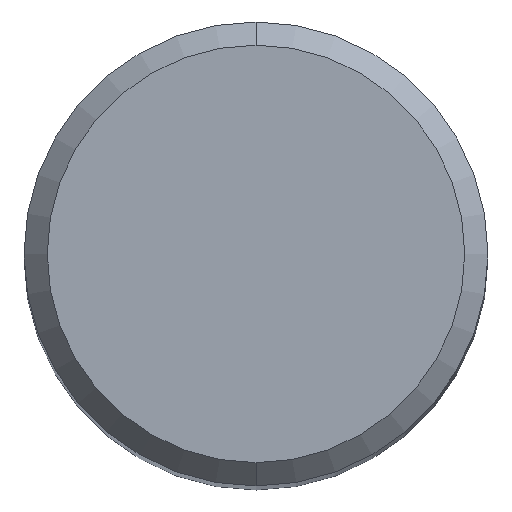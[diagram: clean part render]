
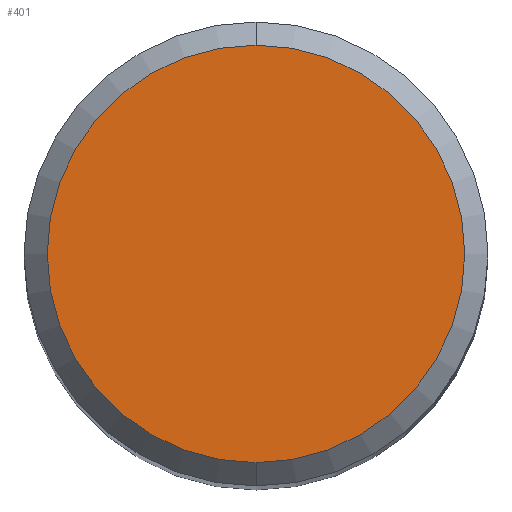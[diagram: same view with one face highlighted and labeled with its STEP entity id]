
A CAD part, top view. The second image highlights one B-rep face of the part: STEP entity #401.
In plain terms, the highlighted planar face has unit normal (0, 0, 1).
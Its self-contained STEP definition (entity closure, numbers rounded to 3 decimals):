
#321=EDGE_CURVE('',#503,#707,#893,.T.);
#401=ADVANCED_FACE('',(#980),#981,.T.);
#503=VERTEX_POINT('',#1091);
#605=EDGE_CURVE('',#707,#503,#1206,.T.);
#707=VERTEX_POINT('',#1316);
#893=CIRCLE('',#1541,3.6);
#980=FACE_OUTER_BOUND('',#1778,.T.);
#981=PLANE('',#1779);
#1091=CARTESIAN_POINT('',(0.,-3.6,0.0));
#1206=CIRCLE('',#2999,3.6);
#1316=CARTESIAN_POINT('',(0.0,3.6,0.0));
#1541=AXIS2_PLACEMENT_3D('',#5332,#5333,#5334);
#1778=EDGE_LOOP('',(#5429,#5430));
#1779=AXIS2_PLACEMENT_3D('',#5431,#5432,#5433);
#2999=AXIS2_PLACEMENT_3D('',#5686,#5687,#5688);
#5332=CARTESIAN_POINT('',(0.0,0.0,0.0));
#5333=DIRECTION('',(0.0,0.0,-1.0));
#5334=DIRECTION('',(0.0,1.0,0.0));
#5429=ORIENTED_EDGE('',*,*,#605,.F.);
#5430=ORIENTED_EDGE('',*,*,#321,.F.);
#5431=CARTESIAN_POINT('',(0.0,1.8,0.0));
#5432=DIRECTION('',(-0.0,0.0,1.0));
#5433=DIRECTION('',(0.0,-1.0,0.0));
#5686=CARTESIAN_POINT('',(0.0,0.0,0.0));
#5687=DIRECTION('',(0.0,0.0,-1.0));
#5688=DIRECTION('',(0.0,1.0,0.0));
